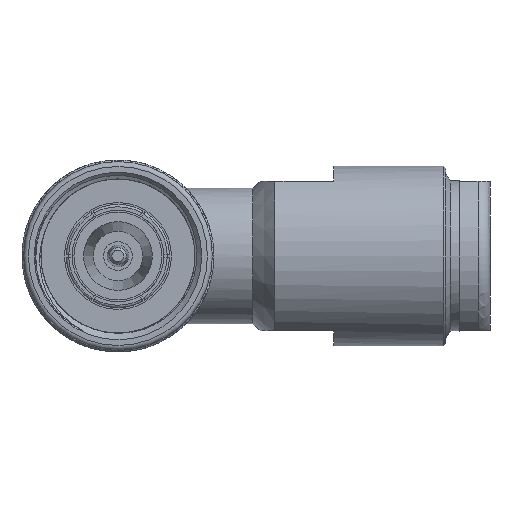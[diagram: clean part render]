
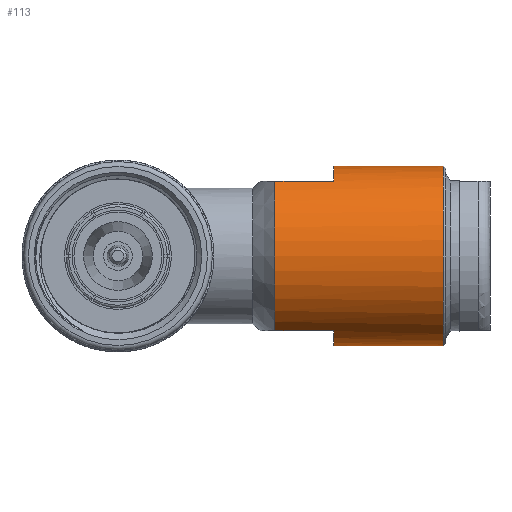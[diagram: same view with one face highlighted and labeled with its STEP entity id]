
A CAD part, left-side view. The second image highlights one B-rep face of the part: STEP entity #113.
In plain terms, the highlighted cylindrical face has radius 9.525 mm (diameter 19.05 mm), a full revolution.
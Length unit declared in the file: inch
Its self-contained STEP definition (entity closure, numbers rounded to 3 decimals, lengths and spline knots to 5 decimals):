
#113 = ADVANCED_FACE ( 'NONE', ( #9430, #41851 ), #52770, .T. ) ;
#4942 = ORIENTED_EDGE ( 'NONE', *, *, #24905, .T. ) ;
#5420 = CARTESIAN_POINT ( 'NONE',  ( -0.20729, -0.9, -0.3125 ) ) ;
#5801 = VERTEX_POINT ( 'NONE', #91641 ) ;
#9430 = FACE_OUTER_BOUND ( 'NONE', #34206, .T. ) ;
#11155 = CARTESIAN_POINT ( 'NONE',  ( -0.20729, -0.65425, 0.3125 ) ) ;
#11832 = AXIS2_PLACEMENT_3D ( 'NONE', #60731, #86910, #105324 ) ;
#11977 = DIRECTION ( 'NONE',  ( 0., -1., 0. ) ) ;
#14010 = CARTESIAN_POINT ( 'NONE',  ( -0.20729, -0.9, 0.3125 ) ) ;
#14013 = AXIS2_PLACEMENT_3D ( 'NONE', #16969, #102906, #96938 ) ;
#14111 = ORIENTED_EDGE ( 'NONE', *, *, #19151, .T. ) ;
#14280 = CARTESIAN_POINT ( 'NONE',  ( 0.20729, -0.9, 0.3125 ) ) ;
#16969 = CARTESIAN_POINT ( 'NONE',  ( 0., -0.65425, 0. ) ) ;
#19151 = EDGE_CURVE ( 'NONE', #41409, #82815, #86398, .T. ) ;
#19162 = EDGE_CURVE ( 'NONE', #82815, #105504, #33464, .T. ) ;
#19976 = CIRCLE ( 'NONE', #30425, 0.375 ) ;
#22163 = CARTESIAN_POINT ( 'NONE',  ( 0., -0.9, 0. ) ) ;
#22745 = DIRECTION ( 'NONE',  ( 0., -1., 0. ) ) ;
#23879 = AXIS2_PLACEMENT_3D ( 'NONE', #36972, #11977, #81389 ) ;
#24905 = EDGE_CURVE ( 'NONE', #31789, #46032, #70022, .T. ) ;
#28457 = CIRCLE ( 'NONE', #93758, 0.375 ) ;
#30425 = AXIS2_PLACEMENT_3D ( 'NONE', #108660, #22745, #31432 ) ;
#30848 = CARTESIAN_POINT ( 'NONE',  ( 0.20729, -0.65425, 0.3125 ) ) ;
#30978 = VERTEX_POINT ( 'NONE', #89630 ) ;
#31432 = DIRECTION ( 'NONE',  ( 1., 0., 0. ) ) ;
#31674 = ORIENTED_EDGE ( 'NONE', *, *, #91255, .T. ) ;
#31789 = VERTEX_POINT ( 'NONE', #30848 ) ;
#31888 = LINE ( 'NONE', #52167, #69880 ) ;
#33074 = VECTOR ( 'NONE', #82668, 39.37008 ) ;
#33464 = LINE ( 'NONE', #51400, #99904 ) ;
#34206 = EDGE_LOOP ( 'NONE', ( #35340 ) ) ;
#35340 = ORIENTED_EDGE ( 'NONE', *, *, #104399, .T. ) ;
#36972 = CARTESIAN_POINT ( 'NONE',  ( 0., -0.56125, 0. ) ) ;
#40914 = CIRCLE ( 'NONE', #41450, 0.375 ) ;
#41409 = VERTEX_POINT ( 'NONE', #11155 ) ;
#41450 = AXIS2_PLACEMENT_3D ( 'NONE', #80504, #54990, #54596 ) ;
#41851 = FACE_OUTER_BOUND ( 'NONE', #90134, .T. ) ;
#45802 = ORIENTED_EDGE ( 'NONE', *, *, #19162, .T. ) ;
#46032 = VERTEX_POINT ( 'NONE', #14280 ) ;
#47710 = ORIENTED_EDGE ( 'NONE', *, *, #60087, .T. ) ;
#51400 = CARTESIAN_POINT ( 'NONE',  ( -0.20729, -0.56125, -0.3125 ) ) ;
#51710 = EDGE_CURVE ( 'NONE', #91313, #41409, #31888, .T. ) ;
#52167 = CARTESIAN_POINT ( 'NONE',  ( -0.20729, -0.56125, 0.3125 ) ) ;
#52238 = VERTEX_POINT ( 'NONE', #103793 ) ;
#52770 = CYLINDRICAL_SURFACE ( 'NONE', #23879, 0.375 ) ;
#54487 = ORIENTED_EDGE ( 'NONE', *, *, #108217, .T. ) ;
#54596 = DIRECTION ( 'NONE',  ( 1., 0., 0. ) ) ;
#54990 = DIRECTION ( 'NONE',  ( 0., 1., 0. ) ) ;
#56105 = LINE ( 'NONE', #90589, #33074 ) ;
#58002 = DIRECTION ( 'NONE',  ( 0., -1., 0. ) ) ;
#60087 = EDGE_CURVE ( 'NONE', #5801, #52238, #56105, .T. ) ;
#60731 = CARTESIAN_POINT ( 'NONE',  ( 0., -0.9, 0. ) ) ;
#66403 = CARTESIAN_POINT ( 'NONE',  ( 0.20729, -0.56125, 0.3125 ) ) ;
#69880 = VECTOR ( 'NONE', #78430, 39.37008 ) ;
#70022 = LINE ( 'NONE', #66403, #86257 ) ;
#70414 = ORIENTED_EDGE ( 'NONE', *, *, #51710, .T. ) ;
#74082 = DIRECTION ( 'NONE',  ( 0., 0., 1. ) ) ;
#78430 = DIRECTION ( 'NONE',  ( 0., 1., 0. ) ) ;
#80504 = CARTESIAN_POINT ( 'NONE',  ( 0., -1.35656, 0. ) ) ;
#81389 = DIRECTION ( 'NONE',  ( 1., 0., 0. ) ) ;
#82668 = DIRECTION ( 'NONE',  ( 0., 1., 0. ) ) ;
#82815 = VERTEX_POINT ( 'NONE', #91763 ) ;
#86257 = VECTOR ( 'NONE', #58002, 39.37008 ) ;
#86398 = CIRCLE ( 'NONE', #14013, 0.375 ) ;
#86910 = DIRECTION ( 'NONE',  ( 0., -1., 0. ) ) ;
#88282 = EDGE_CURVE ( 'NONE', #105504, #5801, #28457, .T. ) ;
#89630 = CARTESIAN_POINT ( 'NONE',  ( 0.375, -1.35656, 0. ) ) ;
#90134 = EDGE_LOOP ( 'NONE', ( #54487, #70414, #14111, #45802, #111788, #47710, #31674, #4942 ) ) ;
#90589 = CARTESIAN_POINT ( 'NONE',  ( 0.20729, -0.56125, -0.3125 ) ) ;
#91255 = EDGE_CURVE ( 'NONE', #52238, #31789, #19976, .T. ) ;
#91313 = VERTEX_POINT ( 'NONE', #14010 ) ;
#91641 = CARTESIAN_POINT ( 'NONE',  ( 0.20729, -0.9, -0.3125 ) ) ;
#91763 = CARTESIAN_POINT ( 'NONE',  ( -0.20729, -0.65425, -0.3125 ) ) ;
#93758 = AXIS2_PLACEMENT_3D ( 'NONE', #22163, #99426, #74082 ) ;
#96938 = DIRECTION ( 'NONE',  ( 1., 0., 0. ) ) ;
#99426 = DIRECTION ( 'NONE',  ( 0., -1., 0. ) ) ;
#99904 = VECTOR ( 'NONE', #111984, 39.37008 ) ;
#101515 = CIRCLE ( 'NONE', #11832, 0.375 ) ;
#102906 = DIRECTION ( 'NONE',  ( 0., -1., 0. ) ) ;
#103793 = CARTESIAN_POINT ( 'NONE',  ( 0.20729, -0.65425, -0.3125 ) ) ;
#104399 = EDGE_CURVE ( 'NONE', #30978, #30978, #40914, .T. ) ;
#105324 = DIRECTION ( 'NONE',  ( 0., 0., 1. ) ) ;
#105504 = VERTEX_POINT ( 'NONE', #5420 ) ;
#108217 = EDGE_CURVE ( 'NONE', #46032, #91313, #101515, .T. ) ;
#108660 = CARTESIAN_POINT ( 'NONE',  ( 0., -0.65425, 0. ) ) ;
#111788 = ORIENTED_EDGE ( 'NONE', *, *, #88282, .T. ) ;
#111984 = DIRECTION ( 'NONE',  ( 0., -1., 0. ) ) ;
